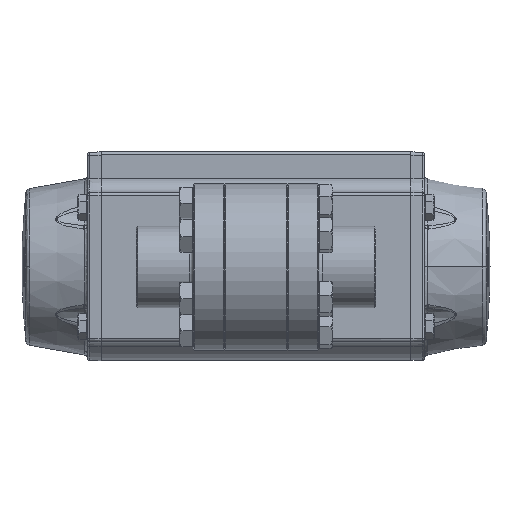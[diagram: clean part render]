
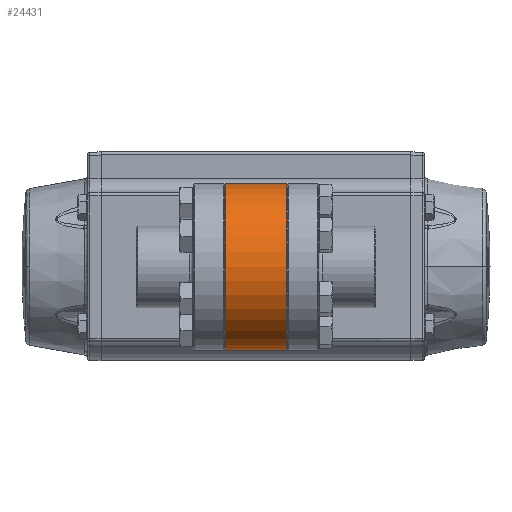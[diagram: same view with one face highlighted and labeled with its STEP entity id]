
A CAD part, front view. The second image highlights one B-rep face of the part: STEP entity #24431.
In plain terms, the highlighted cylindrical face has radius 48.895 mm (diameter 97.79 mm), a partial arc.
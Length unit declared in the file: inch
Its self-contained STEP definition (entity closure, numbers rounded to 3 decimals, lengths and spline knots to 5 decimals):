
#4234 = DIRECTION ( 'NONE',  ( -1., 0., 0. ) ) ;
#4784 = CARTESIAN_POINT ( 'NONE',  ( -0.42691, 0.61507, -1.76946 ) ) ;
#6603 = VERTEX_POINT ( 'NONE', #33219 ) ;
#8292 = CARTESIAN_POINT ( 'NONE',  ( -1.86691, 0.61507, 0.15554 ) ) ;
#10506 = VECTOR ( 'NONE', #32340, 39.37008 ) ;
#13820 = DIRECTION ( 'NONE',  ( 0., 0., -1. ) ) ;
#14041 = CARTESIAN_POINT ( 'NONE',  ( -1.86691, 0.61507, -1.76946 ) ) ;
#14858 = ORIENTED_EDGE ( 'NONE', *, *, #51119, .F. ) ;
#15999 = DIRECTION ( 'NONE',  ( 0., 0., 1. ) ) ;
#19600 = FACE_OUTER_BOUND ( 'NONE', #55883, .T. ) ;
#20565 = CARTESIAN_POINT ( 'NONE',  ( -0.42691, 0.61507, 2.08054 ) ) ;
#21539 = DIRECTION ( 'NONE',  ( -1., 0., 0. ) ) ;
#24431 = ADVANCED_FACE ( 'NONE', ( #19600 ), #41890, .T. ) ;
#26025 = VERTEX_POINT ( 'NONE', #71113 ) ;
#27176 = LINE ( 'NONE', #20565, #69259 ) ;
#27726 = ORIENTED_EDGE ( 'NONE', *, *, #44609, .T. ) ;
#30482 = DIRECTION ( 'NONE',  ( -1., 0., 0. ) ) ;
#32340 = DIRECTION ( 'NONE',  ( -1., 0., 0. ) ) ;
#33219 = CARTESIAN_POINT ( 'NONE',  ( -0.44691, 0.61507, 2.08054 ) ) ;
#33394 = VERTEX_POINT ( 'NONE', #52888 ) ;
#35525 = AXIS2_PLACEMENT_3D ( 'NONE', #63408, #30482, #68929 ) ;
#38252 = AXIS2_PLACEMENT_3D ( 'NONE', #8292, #46666, #13820 ) ;
#41890 = CYLINDRICAL_SURFACE ( 'NONE', #57297, 1.925 ) ;
#43340 = CARTESIAN_POINT ( 'NONE',  ( -0.42691, 0.61507, 0.15554 ) ) ;
#43674 = CIRCLE ( 'NONE', #35525, 1.925 ) ;
#43902 = EDGE_CURVE ( 'NONE', #33394, #45642, #51433, .T. ) ;
#44609 = EDGE_CURVE ( 'NONE', #26025, #6603, #43674, .T. ) ;
#45642 = VERTEX_POINT ( 'NONE', #14041 ) ;
#46666 = DIRECTION ( 'NONE',  ( 1., 0., 0. ) ) ;
#51119 = EDGE_CURVE ( 'NONE', #26025, #45642, #54280, .T. ) ;
#51433 = CIRCLE ( 'NONE', #38252, 1.925 ) ;
#52888 = CARTESIAN_POINT ( 'NONE',  ( -1.86691, 0.61507, 2.08054 ) ) ;
#54280 = LINE ( 'NONE', #4784, #10506 ) ;
#55883 = EDGE_LOOP ( 'NONE', ( #14858, #27726, #67233, #56325 ) ) ;
#56325 = ORIENTED_EDGE ( 'NONE', *, *, #43902, .T. ) ;
#57297 = AXIS2_PLACEMENT_3D ( 'NONE', #43340, #21539, #15999 ) ;
#60316 = EDGE_CURVE ( 'NONE', #6603, #33394, #27176, .T. ) ;
#63408 = CARTESIAN_POINT ( 'NONE',  ( -0.44691, 0.61507, 0.15554 ) ) ;
#67233 = ORIENTED_EDGE ( 'NONE', *, *, #60316, .T. ) ;
#68929 = DIRECTION ( 'NONE',  ( 0., 0., -1. ) ) ;
#69259 = VECTOR ( 'NONE', #4234, 39.37008 ) ;
#71113 = CARTESIAN_POINT ( 'NONE',  ( -0.44691, 0.61507, -1.76946 ) ) ;
